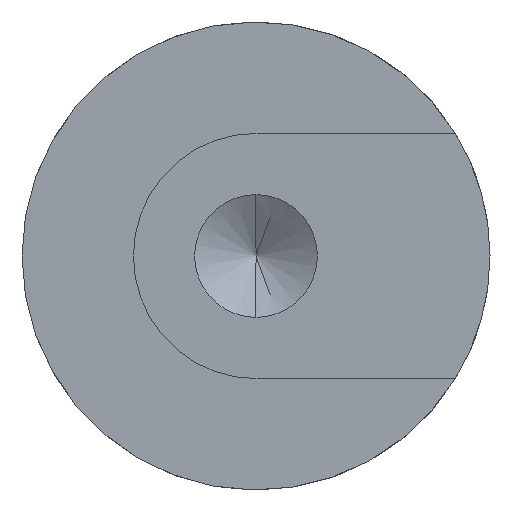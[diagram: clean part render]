
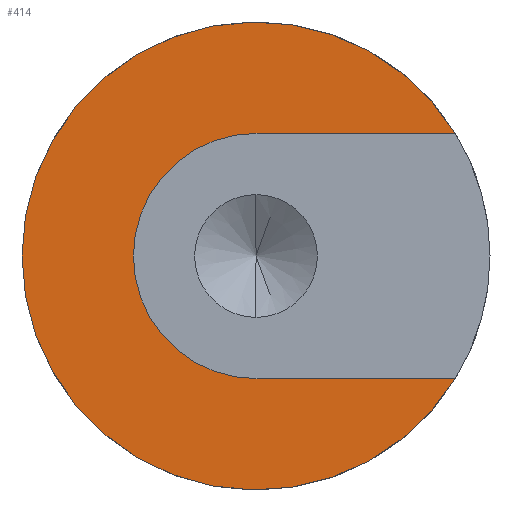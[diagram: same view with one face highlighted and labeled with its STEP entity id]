
A CAD part, left-side view. The second image highlights one B-rep face of the part: STEP entity #414.
In plain terms, the highlighted planar face has unit normal (-1, 0, 0).
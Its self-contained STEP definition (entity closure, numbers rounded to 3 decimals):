
#1 = DIRECTION ( 'NONE',  ( -1., 0., 0. ) ) ;
#39 = ORIENTED_EDGE ( 'NONE', *, *, #604, .F. ) ;
#44 = CARTESIAN_POINT ( 'NONE',  ( 0., 0., -4.991 ) ) ;
#82 = VERTEX_POINT ( 'NONE', #418 ) ;
#111 = CARTESIAN_POINT ( 'NONE',  ( 0., 0., -4.991 ) ) ;
#140 = ORIENTED_EDGE ( 'NONE', *, *, #751, .F. ) ;
#141 = AXIS2_PLACEMENT_3D ( 'NONE', #537, #370, #534 ) ;
#184 = EDGE_CURVE ( 'NONE', #82, #385, #402, .T. ) ;
#198 = DIRECTION ( 'NONE',  ( 1., 0., 0. ) ) ;
#201 = CARTESIAN_POINT ( 'NONE',  ( 0., 4.991, 0. ) ) ;
#206 = CARTESIAN_POINT ( 'NONE',  ( 0., 0., 0. ) ) ;
#208 = VERTEX_POINT ( 'NONE', #201 ) ;
#210 = EDGE_CURVE ( 'NONE', #208, #701, #728, .T. ) ;
#248 = CARTESIAN_POINT ( 'NONE',  ( 0., 0., 4.991 ) ) ;
#261 = ORIENTED_EDGE ( 'NONE', *, *, #419, .F. ) ;
#266 = VECTOR ( 'NONE', #745, 1000. ) ;
#280 = CARTESIAN_POINT ( 'NONE',  ( 0., 0., 4.991 ) ) ;
#312 = AXIS2_PLACEMENT_3D ( 'NONE', #548, #1, #743 ) ;
#324 = VERTEX_POINT ( 'NONE', #280 ) ;
#344 = VERTEX_POINT ( 'NONE', #577 ) ;
#370 = DIRECTION ( 'NONE',  ( 1., 0., 0. ) ) ;
#376 = DIRECTION ( 'NONE',  ( 0., 1., 0. ) ) ;
#377 = AXIS2_PLACEMENT_3D ( 'NONE', #503, #690, #763 ) ;
#380 = DIRECTION ( 'NONE',  ( 0., 1., 0. ) ) ;
#385 = VERTEX_POINT ( 'NONE', #397 ) ;
#397 = CARTESIAN_POINT ( 'NONE',  ( 0., -8.113, 4.991 ) ) ;
#402 = CIRCLE ( 'NONE', #417, 9.525 ) ;
#407 = ORIENTED_EDGE ( 'NONE', *, *, #210, .F. ) ;
#414 = ADVANCED_FACE ( 'NONE', ( #723 ), #433, .T. ) ;
#417 = AXIS2_PLACEMENT_3D ( 'NONE', #684, #198, #380 ) ;
#418 = CARTESIAN_POINT ( 'NONE',  ( 0., 9.525, 0. ) ) ;
#419 = EDGE_CURVE ( 'NONE', #344, #82, #452, .T. ) ;
#432 = LINE ( 'NONE', #248, #625 ) ;
#433 = PLANE ( 'NONE',  #312 ) ;
#437 = ORIENTED_EDGE ( 'NONE', *, *, #510, .F. ) ;
#452 = CIRCLE ( 'NONE', #141, 9.525 ) ;
#503 = CARTESIAN_POINT ( 'NONE',  ( 0., 0., 0. ) ) ;
#510 = EDGE_CURVE ( 'NONE', #324, #208, #570, .T. ) ;
#534 = DIRECTION ( 'NONE',  ( 0., 1., 0. ) ) ;
#537 = CARTESIAN_POINT ( 'NONE',  ( 0., 0., 0. ) ) ;
#547 = AXIS2_PLACEMENT_3D ( 'NONE', #206, #639, #566 ) ;
#548 = CARTESIAN_POINT ( 'NONE',  ( 0., 9.525, 0. ) ) ;
#566 = DIRECTION ( 'NONE',  ( 0., -1., 0. ) ) ;
#570 = CIRCLE ( 'NONE', #547, 4.991 ) ;
#577 = CARTESIAN_POINT ( 'NONE',  ( 0., -8.113, -4.991 ) ) ;
#604 = EDGE_CURVE ( 'NONE', #385, #324, #432, .T. ) ;
#625 = VECTOR ( 'NONE', #376, 1000. ) ;
#634 = ORIENTED_EDGE ( 'NONE', *, *, #184, .F. ) ;
#639 = DIRECTION ( 'NONE',  ( -1., 0., 0. ) ) ;
#660 = LINE ( 'NONE', #111, #266 ) ;
#684 = CARTESIAN_POINT ( 'NONE',  ( 0., 0., 0. ) ) ;
#690 = DIRECTION ( 'NONE',  ( -1., 0., 0. ) ) ;
#701 = VERTEX_POINT ( 'NONE', #44 ) ;
#723 = FACE_OUTER_BOUND ( 'NONE', #739, .T. ) ;
#728 = CIRCLE ( 'NONE', #377, 4.991 ) ;
#739 = EDGE_LOOP ( 'NONE', ( #39, #634, #261, #140, #407, #437 ) ) ;
#743 = DIRECTION ( 'NONE',  ( 0., -1., 0. ) ) ;
#745 = DIRECTION ( 'NONE',  ( 0., -1., 0. ) ) ;
#751 = EDGE_CURVE ( 'NONE', #701, #344, #660, .T. ) ;
#763 = DIRECTION ( 'NONE',  ( 0., -1., 0. ) ) ;
